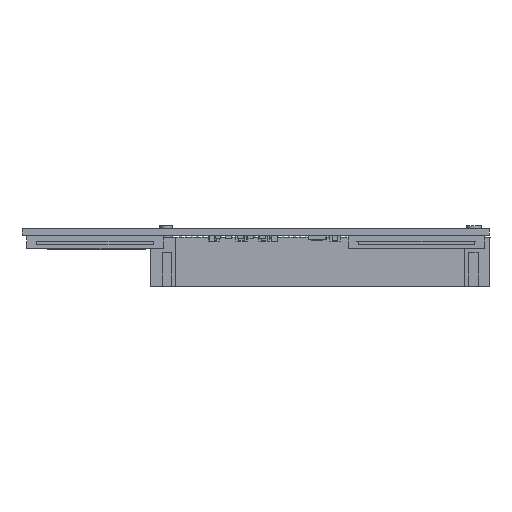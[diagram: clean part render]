
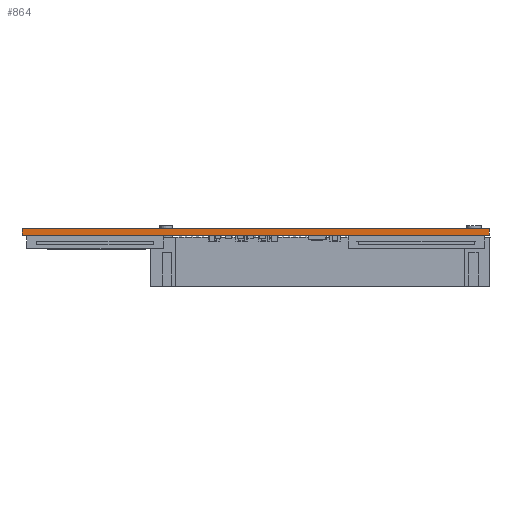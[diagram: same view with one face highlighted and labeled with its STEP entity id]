
A CAD part, left-side view. The second image highlights one B-rep face of the part: STEP entity #864.
In plain terms, the highlighted planar face has unit normal (-1, 0, 0).
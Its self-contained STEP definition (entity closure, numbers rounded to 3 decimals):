
#695 = PLANE('',#696);
#696 = AXIS2_PLACEMENT_3D('',#697,#698,#699);
#697 = CARTESIAN_POINT('',(-297.,0.,0.));
#698 = DIRECTION('',(0.,1.,0.));
#699 = DIRECTION('',(1.,0.,0.));
#723 = PLANE('',#724);
#724 = AXIS2_PLACEMENT_3D('',#725,#726,#727);
#725 = CARTESIAN_POINT('',(0.,0.,0.605));
#726 = DIRECTION('',(0.,0.,-1.));
#727 = DIRECTION('',(-1.,0.,0.));
#751 = PLANE('',#752);
#752 = AXIS2_PLACEMENT_3D('',#753,#754,#755);
#753 = CARTESIAN_POINT('',(0.,41.,0.));
#754 = DIRECTION('',(0.,-1.,0.));
#755 = DIRECTION('',(-1.,0.,0.));
#777 = PLANE('',#778);
#778 = AXIS2_PLACEMENT_3D('',#779,#780,#781);
#779 = CARTESIAN_POINT('',(0.,0.,0.));
#780 = DIRECTION('',(0.,0.,-1.));
#781 = DIRECTION('',(-1.,0.,0.));
#794 = VERTEX_POINT('',#795);
#795 = CARTESIAN_POINT('',(-297.,41.,0.605));
#816 = EDGE_CURVE('',#817,#794,#819,.T.);
#817 = VERTEX_POINT('',#818);
#818 = CARTESIAN_POINT('',(-297.,41.,0.));
#819 = SURFACE_CURVE('',#820,(#824,#831),.PCURVE_S1.);
#820 = LINE('',#821,#822);
#821 = CARTESIAN_POINT('',(-297.,41.,0.));
#822 = VECTOR('',#823,1.);
#823 = DIRECTION('',(0.,0.,1.));
#824 = PCURVE('',#751,#825);
#825 = DEFINITIONAL_REPRESENTATION('',(#826),#830);
#826 = LINE('',#827,#828);
#827 = CARTESIAN_POINT('',(297.,0.));
#828 = VECTOR('',#829,1.);
#829 = DIRECTION('',(0.,-1.));
#830 = ( GEOMETRIC_REPRESENTATION_CONTEXT(2) 
PARAMETRIC_REPRESENTATION_CONTEXT() REPRESENTATION_CONTEXT('2D SPACE',''
  ) );
#831 = PCURVE('',#832,#837);
#832 = PLANE('',#833);
#833 = AXIS2_PLACEMENT_3D('',#834,#835,#836);
#834 = CARTESIAN_POINT('',(-297.,41.,0.));
#835 = DIRECTION('',(1.,0.,0.));
#836 = DIRECTION('',(0.,-1.,0.));
#837 = DEFINITIONAL_REPRESENTATION('',(#838),#842);
#838 = LINE('',#839,#840);
#839 = CARTESIAN_POINT('',(0.,0.));
#840 = VECTOR('',#841,1.);
#841 = DIRECTION('',(0.,-1.));
#842 = ( GEOMETRIC_REPRESENTATION_CONTEXT(2) 
PARAMETRIC_REPRESENTATION_CONTEXT() REPRESENTATION_CONTEXT('2D SPACE',''
  ) );
#864 = ADVANCED_FACE('',(#865),#832,.F.);
#865 = FACE_BOUND('',#866,.F.);
#866 = EDGE_LOOP('',(#867,#868,#891,#914));
#867 = ORIENTED_EDGE('',*,*,#816,.T.);
#868 = ORIENTED_EDGE('',*,*,#869,.T.);
#869 = EDGE_CURVE('',#794,#870,#872,.T.);
#870 = VERTEX_POINT('',#871);
#871 = CARTESIAN_POINT('',(-297.,0.,0.605));
#872 = SURFACE_CURVE('',#873,(#877,#884),.PCURVE_S1.);
#873 = LINE('',#874,#875);
#874 = CARTESIAN_POINT('',(-297.,41.,0.605));
#875 = VECTOR('',#876,1.);
#876 = DIRECTION('',(0.,-1.,0.));
#877 = PCURVE('',#832,#878);
#878 = DEFINITIONAL_REPRESENTATION('',(#879),#883);
#879 = LINE('',#880,#881);
#880 = CARTESIAN_POINT('',(0.,-0.605));
#881 = VECTOR('',#882,1.);
#882 = DIRECTION('',(1.,0.));
#883 = ( GEOMETRIC_REPRESENTATION_CONTEXT(2) 
PARAMETRIC_REPRESENTATION_CONTEXT() REPRESENTATION_CONTEXT('2D SPACE',''
  ) );
#884 = PCURVE('',#723,#885);
#885 = DEFINITIONAL_REPRESENTATION('',(#886),#890);
#886 = LINE('',#887,#888);
#887 = CARTESIAN_POINT('',(297.,41.));
#888 = VECTOR('',#889,1.);
#889 = DIRECTION('',(0.,-1.));
#890 = ( GEOMETRIC_REPRESENTATION_CONTEXT(2) 
PARAMETRIC_REPRESENTATION_CONTEXT() REPRESENTATION_CONTEXT('2D SPACE',''
  ) );
#891 = ORIENTED_EDGE('',*,*,#892,.F.);
#892 = EDGE_CURVE('',#893,#870,#895,.T.);
#893 = VERTEX_POINT('',#894);
#894 = CARTESIAN_POINT('',(-297.,0.,0.));
#895 = SURFACE_CURVE('',#896,(#900,#907),.PCURVE_S1.);
#896 = LINE('',#897,#898);
#897 = CARTESIAN_POINT('',(-297.,0.,0.));
#898 = VECTOR('',#899,1.);
#899 = DIRECTION('',(0.,0.,1.));
#900 = PCURVE('',#832,#901);
#901 = DEFINITIONAL_REPRESENTATION('',(#902),#906);
#902 = LINE('',#903,#904);
#903 = CARTESIAN_POINT('',(41.,0.));
#904 = VECTOR('',#905,1.);
#905 = DIRECTION('',(0.,-1.));
#906 = ( GEOMETRIC_REPRESENTATION_CONTEXT(2) 
PARAMETRIC_REPRESENTATION_CONTEXT() REPRESENTATION_CONTEXT('2D SPACE',''
  ) );
#907 = PCURVE('',#695,#908);
#908 = DEFINITIONAL_REPRESENTATION('',(#909),#913);
#909 = LINE('',#910,#911);
#910 = CARTESIAN_POINT('',(0.,0.));
#911 = VECTOR('',#912,1.);
#912 = DIRECTION('',(0.,-1.));
#913 = ( GEOMETRIC_REPRESENTATION_CONTEXT(2) 
PARAMETRIC_REPRESENTATION_CONTEXT() REPRESENTATION_CONTEXT('2D SPACE',''
  ) );
#914 = ORIENTED_EDGE('',*,*,#915,.F.);
#915 = EDGE_CURVE('',#817,#893,#916,.T.);
#916 = SURFACE_CURVE('',#917,(#921,#928),.PCURVE_S1.);
#917 = LINE('',#918,#919);
#918 = CARTESIAN_POINT('',(-297.,41.,0.));
#919 = VECTOR('',#920,1.);
#920 = DIRECTION('',(0.,-1.,0.));
#921 = PCURVE('',#832,#922);
#922 = DEFINITIONAL_REPRESENTATION('',(#923),#927);
#923 = LINE('',#924,#925);
#924 = CARTESIAN_POINT('',(0.,0.));
#925 = VECTOR('',#926,1.);
#926 = DIRECTION('',(1.,0.));
#927 = ( GEOMETRIC_REPRESENTATION_CONTEXT(2) 
PARAMETRIC_REPRESENTATION_CONTEXT() REPRESENTATION_CONTEXT('2D SPACE',''
  ) );
#928 = PCURVE('',#777,#929);
#929 = DEFINITIONAL_REPRESENTATION('',(#930),#934);
#930 = LINE('',#931,#932);
#931 = CARTESIAN_POINT('',(297.,41.));
#932 = VECTOR('',#933,1.);
#933 = DIRECTION('',(0.,-1.));
#934 = ( GEOMETRIC_REPRESENTATION_CONTEXT(2) 
PARAMETRIC_REPRESENTATION_CONTEXT() REPRESENTATION_CONTEXT('2D SPACE',''
  ) );
